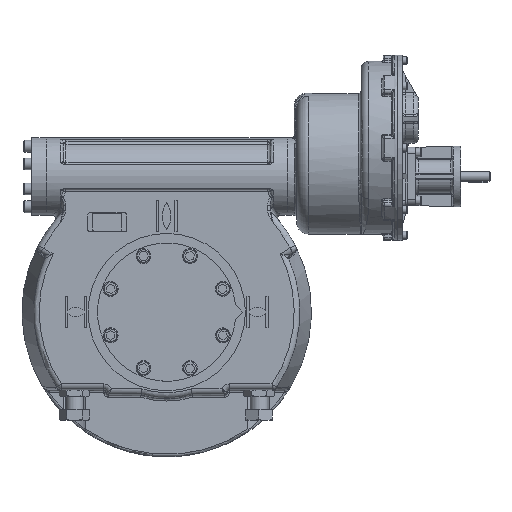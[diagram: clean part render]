
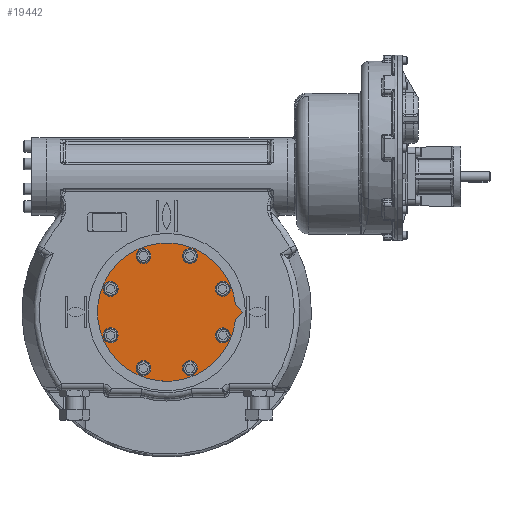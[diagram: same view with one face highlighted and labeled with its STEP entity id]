
A CAD part, top view. The second image highlights one B-rep face of the part: STEP entity #19442.
In plain terms, the highlighted planar face has unit normal (0, 0, 1).
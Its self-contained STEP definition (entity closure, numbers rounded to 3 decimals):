
#1242=LINE('',#52175,#2435);
#1245=LINE('',#52181,#2438);
#2435=VECTOR('',#27337,1000.);
#2438=VECTOR('',#27342,1000.);
#3865=CIRCLE('',#22281,142.5);
#3874=CIRCLE('',#22292,10.5);
#3875=CIRCLE('',#22293,10.5);
#3876=CIRCLE('',#22294,10.5);
#3877=CIRCLE('',#22295,10.5);
#3878=CIRCLE('',#22296,10.5);
#3879=CIRCLE('',#22297,10.5);
#3880=CIRCLE('',#22298,10.5);
#3881=CIRCLE('',#22299,10.5);
#9142=ORIENTED_EDGE('',*,*,#12113,.T.);
#9143=ORIENTED_EDGE('',*,*,#12114,.T.);
#9144=ORIENTED_EDGE('',*,*,#12115,.T.);
#9145=ORIENTED_EDGE('',*,*,#12116,.T.);
#9146=ORIENTED_EDGE('',*,*,#12117,.T.);
#9147=ORIENTED_EDGE('',*,*,#12118,.T.);
#9148=ORIENTED_EDGE('',*,*,#12119,.T.);
#9149=ORIENTED_EDGE('',*,*,#12120,.T.);
#9150=ORIENTED_EDGE('',*,*,#12098,.F.);
#9151=ORIENTED_EDGE('',*,*,#12104,.F.);
#9152=ORIENTED_EDGE('',*,*,#12101,.F.);
#12098=EDGE_CURVE('',#14054,#14055,#1242,.T.);
#12101=EDGE_CURVE('',#14055,#14057,#1245,.T.);
#12104=EDGE_CURVE('',#14057,#14054,#3865,.T.);
#12113=EDGE_CURVE('',#14066,#14066,#3874,.T.);
#12114=EDGE_CURVE('',#14067,#14067,#3875,.T.);
#12115=EDGE_CURVE('',#14068,#14068,#3876,.T.);
#12116=EDGE_CURVE('',#14069,#14069,#3877,.T.);
#12117=EDGE_CURVE('',#14070,#14070,#3878,.T.);
#12118=EDGE_CURVE('',#14071,#14071,#3879,.T.);
#12119=EDGE_CURVE('',#14072,#14072,#3880,.T.);
#12120=EDGE_CURVE('',#14073,#14073,#3881,.T.);
#14054=VERTEX_POINT('',#52174);
#14055=VERTEX_POINT('',#52176);
#14057=VERTEX_POINT('',#52182);
#14066=VERTEX_POINT('',#52206);
#14067=VERTEX_POINT('',#52208);
#14068=VERTEX_POINT('',#52210);
#14069=VERTEX_POINT('',#52212);
#14070=VERTEX_POINT('',#52214);
#14071=VERTEX_POINT('',#52216);
#14072=VERTEX_POINT('',#52218);
#14073=VERTEX_POINT('',#52220);
#16268=EDGE_LOOP('',(#9142));
#16269=EDGE_LOOP('',(#9143));
#16270=EDGE_LOOP('',(#9144));
#16271=EDGE_LOOP('',(#9145));
#16272=EDGE_LOOP('',(#9146));
#16273=EDGE_LOOP('',(#9147));
#16274=EDGE_LOOP('',(#9148));
#16275=EDGE_LOOP('',(#9149));
#16276=EDGE_LOOP('',(#9150,#9151,#9152));
#17727=FACE_BOUND('',#16268,.T.);
#17728=FACE_BOUND('',#16269,.T.);
#17729=FACE_BOUND('',#16270,.T.);
#17730=FACE_BOUND('',#16271,.T.);
#17731=FACE_BOUND('',#16272,.T.);
#17732=FACE_BOUND('',#16273,.T.);
#17733=FACE_BOUND('',#16274,.T.);
#17734=FACE_BOUND('',#16275,.T.);
#17735=FACE_BOUND('',#16276,.T.);
#18281=PLANE('',#22291);
#19442=ADVANCED_FACE('',(#17727,#17728,#17729,#17730,#17731,#17732,#17733,
#17734,#17735),#18281,.F.);
#22281=AXIS2_PLACEMENT_3D('',#52186,#27348,#27349);
#22291=AXIS2_PLACEMENT_3D('',#52204,#27368,#27369);
#22292=AXIS2_PLACEMENT_3D('',#52205,#27370,#27371);
#22293=AXIS2_PLACEMENT_3D('',#52207,#27372,#27373);
#22294=AXIS2_PLACEMENT_3D('',#52209,#27374,#27375);
#22295=AXIS2_PLACEMENT_3D('',#52211,#27376,#27377);
#22296=AXIS2_PLACEMENT_3D('',#52213,#27378,#27379);
#22297=AXIS2_PLACEMENT_3D('',#52215,#27380,#27381);
#22298=AXIS2_PLACEMENT_3D('',#52217,#27382,#27383);
#22299=AXIS2_PLACEMENT_3D('',#52219,#27384,#27385);
#27337=DIRECTION('',(0.707,-0.707,0.));
#27342=DIRECTION('',(-0.707,-0.707,0.));
#27348=DIRECTION('',(0.,0.,-1.));
#27349=DIRECTION('',(1.,0.,0.));
#27368=DIRECTION('',(0.,0.,-1.));
#27369=DIRECTION('',(1.,0.,0.));
#27370=DIRECTION('',(0.,0.,-1.));
#27371=DIRECTION('',(0.707,0.707,0.));
#27372=DIRECTION('',(0.,0.,-1.));
#27373=DIRECTION('',(0.,1.,0.));
#27374=DIRECTION('',(0.,0.,-1.));
#27375=DIRECTION('',(-0.707,0.707,0.));
#27376=DIRECTION('',(0.,0.,-1.));
#27377=DIRECTION('',(-1.,0.,0.));
#27378=DIRECTION('',(0.,0.,-1.));
#27379=DIRECTION('',(-0.707,-0.707,0.));
#27380=DIRECTION('',(0.,0.,-1.));
#27381=DIRECTION('',(0.,-1.,0.));
#27382=DIRECTION('',(0.,0.,-1.));
#27383=DIRECTION('',(0.707,-0.707,0.));
#27384=DIRECTION('',(0.,0.,-1.));
#27385=DIRECTION('',(1.,0.,0.));
#52174=CARTESIAN_POINT('',(141.673,15.327,78.));
#52175=CARTESIAN_POINT('',(157.,0.,78.));
#52176=CARTESIAN_POINT('',(157.,0.,78.));
#52181=CARTESIAN_POINT('',(157.,0.,78.));
#52182=CARTESIAN_POINT('',(141.673,-15.327,78.));
#52186=CARTESIAN_POINT('',(0.,0.,78.));
#52204=CARTESIAN_POINT('',(0.,0.,78.));
#52205=CARTESIAN_POINT('',(47.835,115.485,78.));
#52206=CARTESIAN_POINT('',(55.26,122.91,78.));
#52207=CARTESIAN_POINT('',(-47.835,115.485,78.));
#52208=CARTESIAN_POINT('',(-47.835,125.985,78.));
#52209=CARTESIAN_POINT('',(-115.485,47.835,78.));
#52210=CARTESIAN_POINT('',(-122.91,55.26,78.));
#52211=CARTESIAN_POINT('',(-115.485,-47.835,78.));
#52212=CARTESIAN_POINT('',(-125.985,-47.835,78.));
#52213=CARTESIAN_POINT('',(-47.835,-115.485,78.));
#52214=CARTESIAN_POINT('',(-55.26,-122.91,78.));
#52215=CARTESIAN_POINT('',(47.835,-115.485,78.));
#52216=CARTESIAN_POINT('',(47.835,-125.985,78.));
#52217=CARTESIAN_POINT('',(115.485,-47.835,78.));
#52218=CARTESIAN_POINT('',(122.91,-55.26,78.));
#52219=CARTESIAN_POINT('',(115.485,47.835,78.));
#52220=CARTESIAN_POINT('',(125.985,47.835,78.));
